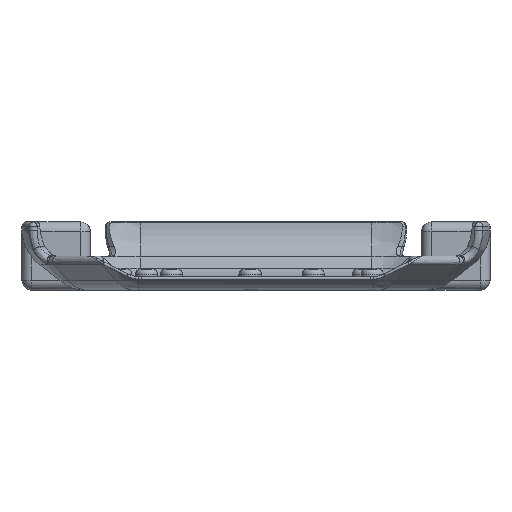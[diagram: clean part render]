
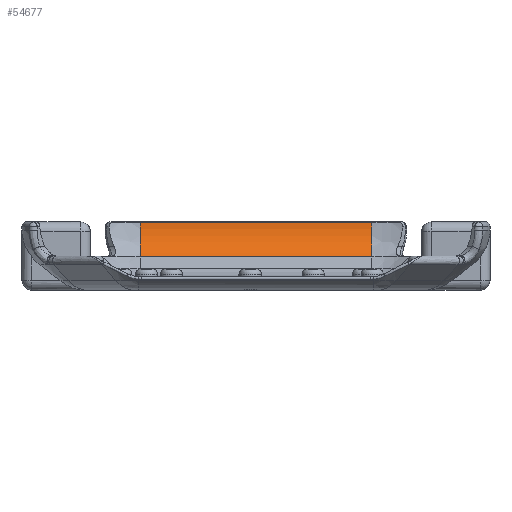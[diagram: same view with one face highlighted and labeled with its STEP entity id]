
A CAD part, front view. The second image highlights one B-rep face of the part: STEP entity #54677.
In plain terms, the highlighted cylindrical face has radius 9 mm (diameter 18 mm), a partial arc.
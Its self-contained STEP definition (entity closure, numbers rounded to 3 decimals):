
#38687 = ( BOUNDED_SURFACE() B_SPLINE_SURFACE(2,5,(
    (#38688,#38689,#38690,#38691,#38692,#38693)
    ,(#38694,#38695,#38696,#38697,#38698,#38699)
    ,(#38700,#38701,#38702,#38703,#38704,#38705
)),.UNSPECIFIED.,.F.,.F.,.F.) B_SPLINE_SURFACE_WITH_KNOTS((3,3),(6,6),(
    0.,10.996),(47.402,58.398),
.PIECEWISE_BEZIER_KNOTS.) GEOMETRIC_REPRESENTATION_ITEM() 
RATIONAL_B_SPLINE_SURFACE((
    (1.,1.,1.,1.,1.,1.)
    ,(0.901,0.901,0.901,0.901
      ,0.901,0.901)
,(1.,1.,1.,1.,1.,1.))) REPRESENTATION_ITEM('') SURFACE() );
#38688 = CARTESIAN_POINT('',(-23.701,66.,-16.159));
#38689 = CARTESIAN_POINT('',(-25.9,66.,-16.159));
#38690 = CARTESIAN_POINT('',(-28.099,65.568,
    -16.159));
#38691 = CARTESIAN_POINT('',(-30.185,64.704,
    -16.159));
#38692 = CARTESIAN_POINT('',(-32.045,63.455,
    -16.159));
#38693 = CARTESIAN_POINT('',(-33.601,61.899,
    -16.159));
#38694 = CARTESIAN_POINT('',(-23.701,66.,-20.5));
#38695 = CARTESIAN_POINT('',(-25.9,66.,-20.5));
#38696 = CARTESIAN_POINT('',(-28.099,65.568,-20.5));
#38697 = CARTESIAN_POINT('',(-30.185,64.704,-20.5));
#38698 = CARTESIAN_POINT('',(-32.045,63.455,-20.5));
#38699 = CARTESIAN_POINT('',(-33.601,61.899,-20.5));
#38700 = CARTESIAN_POINT('',(-23.701,62.603,
    -23.202));
#38701 = CARTESIAN_POINT('',(-25.366,62.603,
    -23.202));
#38702 = CARTESIAN_POINT('',(-27.032,62.276,
    -23.202));
#38703 = CARTESIAN_POINT('',(-28.612,61.621,
    -23.202));
#38704 = CARTESIAN_POINT('',(-30.021,60.675,
    -23.202));
#38705 = CARTESIAN_POINT('',(-31.198,59.497,
    -23.202));
#40778 = ( BOUNDED_SURFACE() B_SPLINE_SURFACE(2,5,(
    (#40779,#40780,#40781,#40782,#40783,#40784)
    ,(#40785,#40786,#40787,#40788,#40789,#40790)
    ,(#40791,#40792,#40793,#40794,#40795,#40796
)),.UNSPECIFIED.,.F.,.F.,.F.) B_SPLINE_SURFACE_WITH_KNOTS((3,3),(6,6),(
    0.,10.996),(393.523,404.519),
.PIECEWISE_BEZIER_KNOTS.) GEOMETRIC_REPRESENTATION_ITEM() 
RATIONAL_B_SPLINE_SURFACE((
    (1.,1.,1.,1.,1.,1.)
    ,(0.901,0.901,0.901,0.901
      ,0.901,0.901)
,(1.,1.,1.,1.,1.,1.))) REPRESENTATION_ITEM('') SURFACE() );
#40779 = CARTESIAN_POINT('',(33.601,61.899,
    -16.159));
#40780 = CARTESIAN_POINT('',(32.045,63.455,
    -16.159));
#40781 = CARTESIAN_POINT('',(30.185,64.704,
    -16.159));
#40782 = CARTESIAN_POINT('',(28.099,65.568,
    -16.159));
#40783 = CARTESIAN_POINT('',(25.9,66.,-16.159));
#40784 = CARTESIAN_POINT('',(23.701,66.,-16.159));
#40785 = CARTESIAN_POINT('',(33.601,61.899,-20.5));
#40786 = CARTESIAN_POINT('',(32.045,63.455,-20.5));
#40787 = CARTESIAN_POINT('',(30.185,64.704,-20.5));
#40788 = CARTESIAN_POINT('',(28.099,65.568,-20.5));
#40789 = CARTESIAN_POINT('',(25.9,66.,-20.5));
#40790 = CARTESIAN_POINT('',(23.701,66.,-20.5));
#40791 = CARTESIAN_POINT('',(31.198,59.497,
    -23.202));
#40792 = CARTESIAN_POINT('',(30.021,60.675,
    -23.202));
#40793 = CARTESIAN_POINT('',(28.612,61.621,
    -23.202));
#40794 = CARTESIAN_POINT('',(27.032,62.276,
    -23.202));
#40795 = CARTESIAN_POINT('',(25.366,62.603,
    -23.202));
#40796 = CARTESIAN_POINT('',(23.701,62.603,
    -23.202));
#44383 = PLANE('',#44384);
#44384 = AXIS2_PLACEMENT_3D('',#44385,#44386,#44387);
#44385 = CARTESIAN_POINT('',(23.701,61.6,-24.));
#44386 = DIRECTION('',(0.,0.623,-0.783));
#44387 = DIRECTION('',(-1.,0.,0.));
#49200 = VERTEX_POINT('',#49201);
#49201 = CARTESIAN_POINT('',(-23.701,66.,-16.159));
#49235 = EDGE_CURVE('',#49200,#49236,#49238,.T.);
#49236 = VERTEX_POINT('',#49237);
#49237 = CARTESIAN_POINT('',(-23.701,62.603,
    -23.202));
#49238 = SURFACE_CURVE('',#49239,(#49244,#49256),.PCURVE_S1.);
#49239 = CIRCLE('',#49240,9.);
#49240 = AXIS2_PLACEMENT_3D('',#49241,#49242,#49243);
#49241 = CARTESIAN_POINT('',(-23.701,57.,-16.159));
#49242 = DIRECTION('',(-1.,0.,0.));
#49243 = DIRECTION('',(0.,1.,0.));
#49244 = PCURVE('',#38687,#49245);
#49245 = DEFINITIONAL_REPRESENTATION('',(#49246),#49255);
#49246 = B_SPLINE_CURVE_WITH_KNOTS('',7,(#49247,#49248,#49249,#49250,
    #49251,#49252,#49253,#49254),.UNSPECIFIED.,.F.,.F.,(8,8),(0.,
    0.899),.PIECEWISE_BEZIER_KNOTS.);
#49247 = CARTESIAN_POINT('',(0.,47.402));
#49248 = CARTESIAN_POINT('',(1.625,47.402));
#49249 = CARTESIAN_POINT('',(3.194,47.402));
#49250 = CARTESIAN_POINT('',(4.733,47.402));
#49251 = CARTESIAN_POINT('',(6.262,47.402));
#49252 = CARTESIAN_POINT('',(7.801,47.402));
#49253 = CARTESIAN_POINT('',(9.371,47.402));
#49254 = CARTESIAN_POINT('',(10.996,47.402));
#49255 = ( GEOMETRIC_REPRESENTATION_CONTEXT(2) 
PARAMETRIC_REPRESENTATION_CONTEXT() REPRESENTATION_CONTEXT('2D SPACE',''
  ) );
#49256 = PCURVE('',#49257,#49262);
#49257 = CYLINDRICAL_SURFACE('',#49258,9.);
#49258 = AXIS2_PLACEMENT_3D('',#49259,#49260,#49261);
#49259 = CARTESIAN_POINT('',(23.701,57.,-16.159));
#49260 = DIRECTION('',(-1.,0.,0.));
#49261 = DIRECTION('',(0.,1.,0.));
#49262 = DEFINITIONAL_REPRESENTATION('',(#49263),#49266);
#49263 = B_SPLINE_CURVE_WITH_KNOTS('',1,(#49264,#49265),.UNSPECIFIED.,
  .F.,.F.,(2,2),(0.,0.899),.PIECEWISE_BEZIER_KNOTS.);
#49264 = CARTESIAN_POINT('',(0.,47.402));
#49265 = CARTESIAN_POINT('',(0.899,47.402));
#49266 = ( GEOMETRIC_REPRESENTATION_CONTEXT(2) 
PARAMETRIC_REPRESENTATION_CONTEXT() REPRESENTATION_CONTEXT('2D SPACE',''
  ) );
#51145 = VERTEX_POINT('',#51146);
#51146 = CARTESIAN_POINT('',(23.701,62.603,
    -23.202));
#51175 = EDGE_CURVE('',#51176,#51145,#51178,.T.);
#51176 = VERTEX_POINT('',#51177);
#51177 = CARTESIAN_POINT('',(23.701,66.,-16.159));
#51178 = SURFACE_CURVE('',#51179,(#51184,#51196),.PCURVE_S1.);
#51179 = CIRCLE('',#51180,9.);
#51180 = AXIS2_PLACEMENT_3D('',#51181,#51182,#51183);
#51181 = CARTESIAN_POINT('',(23.701,57.,-16.159));
#51182 = DIRECTION('',(-1.,0.,0.));
#51183 = DIRECTION('',(0.,1.,0.));
#51184 = PCURVE('',#40778,#51185);
#51185 = DEFINITIONAL_REPRESENTATION('',(#51186),#51195);
#51186 = B_SPLINE_CURVE_WITH_KNOTS('',7,(#51187,#51188,#51189,#51190,
    #51191,#51192,#51193,#51194),.UNSPECIFIED.,.F.,.F.,(8,8),(0.,
    0.899),.PIECEWISE_BEZIER_KNOTS.);
#51187 = CARTESIAN_POINT('',(0.,404.519));
#51188 = CARTESIAN_POINT('',(1.625,404.519));
#51189 = CARTESIAN_POINT('',(3.194,404.519));
#51190 = CARTESIAN_POINT('',(4.733,404.519));
#51191 = CARTESIAN_POINT('',(6.262,404.519));
#51192 = CARTESIAN_POINT('',(7.801,404.519));
#51193 = CARTESIAN_POINT('',(9.371,404.519));
#51194 = CARTESIAN_POINT('',(10.996,404.519));
#51195 = ( GEOMETRIC_REPRESENTATION_CONTEXT(2) 
PARAMETRIC_REPRESENTATION_CONTEXT() REPRESENTATION_CONTEXT('2D SPACE',''
  ) );
#51196 = PCURVE('',#49257,#51197);
#51197 = DEFINITIONAL_REPRESENTATION('',(#51198),#51201);
#51198 = B_SPLINE_CURVE_WITH_KNOTS('',1,(#51199,#51200),.UNSPECIFIED.,
  .F.,.F.,(2,2),(0.,0.899),.PIECEWISE_BEZIER_KNOTS.);
#51199 = CARTESIAN_POINT('',(0.,0.));
#51200 = CARTESIAN_POINT('',(0.899,0.));
#51201 = ( GEOMETRIC_REPRESENTATION_CONTEXT(2) 
PARAMETRIC_REPRESENTATION_CONTEXT() REPRESENTATION_CONTEXT('2D SPACE',''
  ) );
#53573 = EDGE_CURVE('',#51145,#49236,#53574,.T.);
#53574 = SURFACE_CURVE('',#53575,(#53579,#53586),.PCURVE_S1.);
#53575 = LINE('',#53576,#53577);
#53576 = CARTESIAN_POINT('',(23.701,62.603,
    -23.202));
#53577 = VECTOR('',#53578,1.);
#53578 = DIRECTION('',(-1.,0.,0.));
#53579 = PCURVE('',#44383,#53580);
#53580 = DEFINITIONAL_REPRESENTATION('',(#53581),#53585);
#53581 = LINE('',#53582,#53583);
#53582 = CARTESIAN_POINT('',(0.,1.281));
#53583 = VECTOR('',#53584,1.);
#53584 = DIRECTION('',(1.,0.));
#53585 = ( GEOMETRIC_REPRESENTATION_CONTEXT(2) 
PARAMETRIC_REPRESENTATION_CONTEXT() REPRESENTATION_CONTEXT('2D SPACE',''
  ) );
#53586 = PCURVE('',#49257,#53587);
#53587 = DEFINITIONAL_REPRESENTATION('',(#53588),#53592);
#53588 = LINE('',#53589,#53590);
#53589 = CARTESIAN_POINT('',(0.899,0.));
#53590 = VECTOR('',#53591,1.);
#53591 = DIRECTION('',(0.,1.));
#53592 = ( GEOMETRIC_REPRESENTATION_CONTEXT(2) 
PARAMETRIC_REPRESENTATION_CONTEXT() REPRESENTATION_CONTEXT('2D SPACE',''
  ) );
#54542 = PLANE('',#54543);
#54543 = AXIS2_PLACEMENT_3D('',#54544,#54545,#54546);
#54544 = CARTESIAN_POINT('',(46.,66.,-13.5));
#54545 = DIRECTION('',(0.,1.,0.));
#54546 = DIRECTION('',(0.,0.,-1.));
#54677 = ADVANCED_FACE('',(#54678),#49257,.F.);
#54678 = FACE_BOUND('',#54679,.F.);
#54679 = EDGE_LOOP('',(#54680,#54681,#54682,#54683));
#54680 = ORIENTED_EDGE('',*,*,#51175,.T.);
#54681 = ORIENTED_EDGE('',*,*,#53573,.T.);
#54682 = ORIENTED_EDGE('',*,*,#49235,.F.);
#54683 = ORIENTED_EDGE('',*,*,#54684,.F.);
#54684 = EDGE_CURVE('',#51176,#49200,#54685,.T.);
#54685 = SURFACE_CURVE('',#54686,(#54690,#54697),.PCURVE_S1.);
#54686 = LINE('',#54687,#54688);
#54687 = CARTESIAN_POINT('',(23.701,66.,-16.159));
#54688 = VECTOR('',#54689,1.);
#54689 = DIRECTION('',(-1.,0.,0.));
#54690 = PCURVE('',#49257,#54691);
#54691 = DEFINITIONAL_REPRESENTATION('',(#54692),#54696);
#54692 = LINE('',#54693,#54694);
#54693 = CARTESIAN_POINT('',(0.,0.));
#54694 = VECTOR('',#54695,1.);
#54695 = DIRECTION('',(0.,1.));
#54696 = ( GEOMETRIC_REPRESENTATION_CONTEXT(2) 
PARAMETRIC_REPRESENTATION_CONTEXT() REPRESENTATION_CONTEXT('2D SPACE',''
  ) );
#54697 = PCURVE('',#54542,#54698);
#54698 = DEFINITIONAL_REPRESENTATION('',(#54699),#54703);
#54699 = LINE('',#54700,#54701);
#54700 = CARTESIAN_POINT('',(2.659,22.299));
#54701 = VECTOR('',#54702,1.);
#54702 = DIRECTION('',(0.,1.));
#54703 = ( GEOMETRIC_REPRESENTATION_CONTEXT(2) 
PARAMETRIC_REPRESENTATION_CONTEXT() REPRESENTATION_CONTEXT('2D SPACE',''
  ) );
